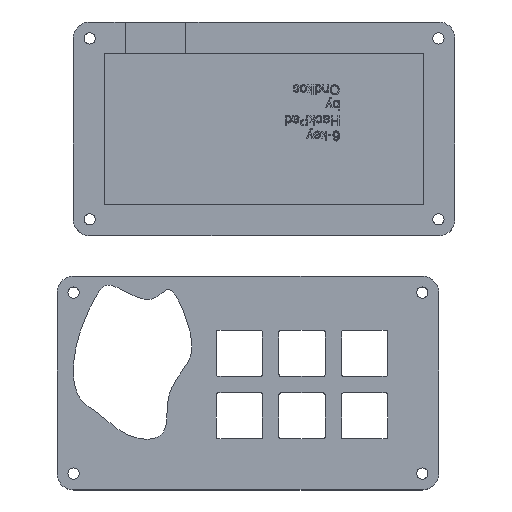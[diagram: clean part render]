
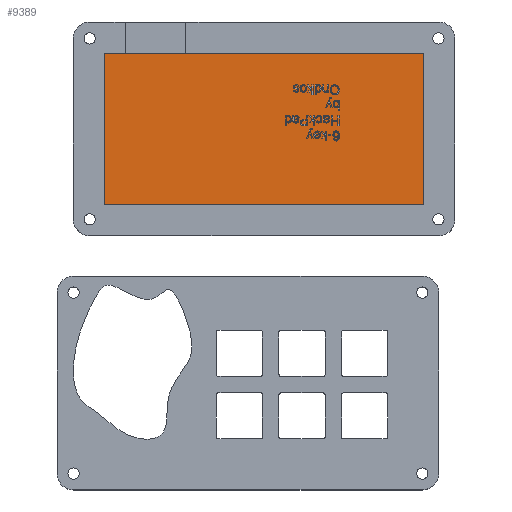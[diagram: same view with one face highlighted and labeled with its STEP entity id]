
A CAD part, top view. The second image highlights one B-rep face of the part: STEP entity #9389.
In plain terms, the highlighted planar face has unit normal (0, 0, 1).
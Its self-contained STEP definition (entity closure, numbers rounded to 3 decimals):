
#1000=PLANE('',#9973);
#1205=FACE_OUTER_BOUND('',#1743,.T.);
#1743=EDGE_LOOP('',(#6485,#6486,#6487,#6488));
#2347=LINE('',#11851,#3139);
#2349=LINE('',#11856,#3141);
#2350=LINE('',#11857,#3142);
#2351=LINE('',#11858,#3143);
#3139=VECTOR('',#10373,10.);
#3141=VECTOR('',#10377,10.);
#3142=VECTOR('',#10378,10.);
#3143=VECTOR('',#10379,10.);
#4019=VERTEX_POINT('',#11848);
#4020=VERTEX_POINT('',#11850);
#4021=VERTEX_POINT('',#11854);
#4022=VERTEX_POINT('',#11855);
#5003=EDGE_CURVE('',#4019,#4020,#2347,.T.);
#5005=EDGE_CURVE('',#4021,#4022,#2349,.T.);
#5006=EDGE_CURVE('',#4020,#4021,#2350,.T.);
#5007=EDGE_CURVE('',#4022,#4019,#2351,.T.);
#6485=ORIENTED_EDGE('',*,*,#5005,.F.);
#6486=ORIENTED_EDGE('',*,*,#5006,.F.);
#6487=ORIENTED_EDGE('',*,*,#5003,.F.);
#6488=ORIENTED_EDGE('',*,*,#5007,.F.);
#9389=ADVANCED_FACE('',(#1205),#1000,.T.);
#9973=AXIS2_PLACEMENT_3D('',#11853,#10375,#10376);
#10373=DIRECTION('',(1.,0.,0.));
#10375=DIRECTION('center_axis',(0.,0.,1.));
#10376=DIRECTION('ref_axis',(1.,0.,0.));
#10377=DIRECTION('',(-1.,0.,0.));
#10378=DIRECTION('',(0.,-1.,0.));
#10379=DIRECTION('',(0.,1.,0.));
#11848=CARTESIAN_POINT('',(-31.444,35.651,3.));
#11850=CARTESIAN_POINT('',(65.556,35.651,3.));
#11851=CARTESIAN_POINT('',(-7.194,35.651,3.));
#11853=CARTESIAN_POINT('Origin',(17.056,12.651,3.));
#11854=CARTESIAN_POINT('',(65.556,-10.349,3.));
#11855=CARTESIAN_POINT('',(-31.444,-10.349,3.));
#11856=CARTESIAN_POINT('',(41.306,-10.349,3.));
#11857=CARTESIAN_POINT('',(65.556,24.151,3.));
#11858=CARTESIAN_POINT('',(-31.444,1.151,3.));
